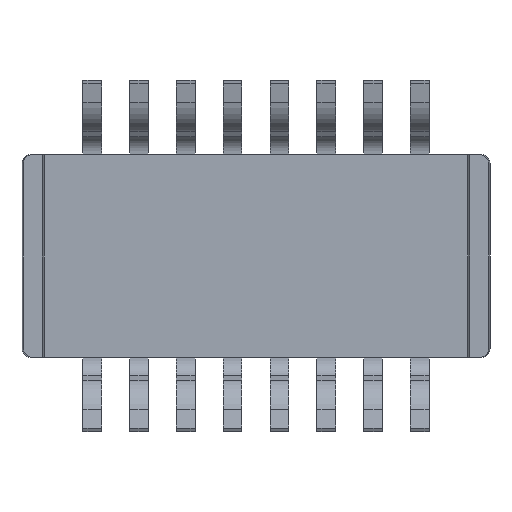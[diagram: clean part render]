
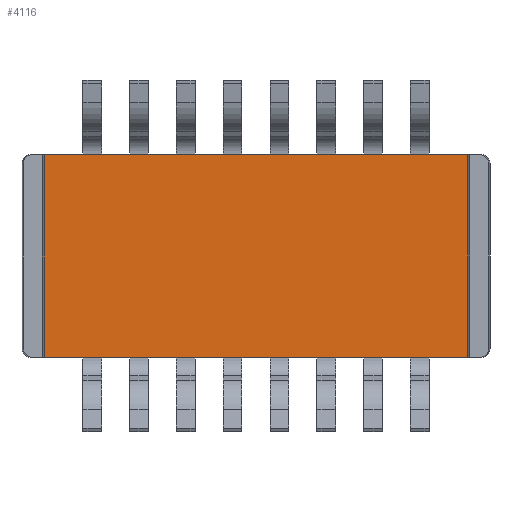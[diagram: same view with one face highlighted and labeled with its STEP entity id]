
A CAD part, front view. The second image highlights one B-rep face of the part: STEP entity #4116.
In plain terms, the highlighted planar face has unit normal (0, -1, 0).
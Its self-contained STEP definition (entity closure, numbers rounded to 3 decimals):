
#713 = EDGE_CURVE ( 'NONE', #7463, #10812, #9140, .T. ) ;
#1327 = VECTOR ( 'NONE', #8174, 1000. ) ;
#1747 = EDGE_CURVE ( 'NONE', #10812, #2185, #5033, .T. ) ;
#1882 = PLANE ( 'NONE',  #6549 ) ;
#2044 = VECTOR ( 'NONE', #3288, 1000. ) ;
#2173 = FACE_OUTER_BOUND ( 'NONE', #2906, .T. ) ;
#2185 = VERTEX_POINT ( 'NONE', #9624 ) ;
#2191 = CARTESIAN_POINT ( 'NONE',  ( -5.75, 0.75, 2.75 ) ) ;
#2374 = VERTEX_POINT ( 'NONE', #6582 ) ;
#2543 = EDGE_CURVE ( 'NONE', #7463, #2374, #4600, .T. ) ;
#2865 = DIRECTION ( 'NONE',  ( 0., 1., 0. ) ) ;
#2906 = EDGE_LOOP ( 'NONE', ( #6850, #8858, #5433, #4355 ) ) ;
#3209 = CARTESIAN_POINT ( 'NONE',  ( -5.75, 0.75, 2.75 ) ) ;
#3288 = DIRECTION ( 'NONE',  ( 0., 0., -1. ) ) ;
#4116 = ADVANCED_FACE ( 'NONE', ( #2173 ), #1882, .F. ) ;
#4355 = ORIENTED_EDGE ( 'NONE', *, *, #2543, .F. ) ;
#4520 = CARTESIAN_POINT ( 'NONE',  ( -5.75, 0.75, 14.347 ) ) ;
#4600 = LINE ( 'NONE', #10966, #2044 ) ;
#5033 = LINE ( 'NONE', #5367, #8114 ) ;
#5276 = CARTESIAN_POINT ( 'NONE',  ( 5.75, 0.75, 2.75 ) ) ;
#5367 = CARTESIAN_POINT ( 'NONE',  ( -5.75, 0.75, 14.347 ) ) ;
#5433 = ORIENTED_EDGE ( 'NONE', *, *, #7137, .T. ) ;
#6549 = AXIS2_PLACEMENT_3D ( 'NONE', #4520, #2865, #8823 ) ;
#6582 = CARTESIAN_POINT ( 'NONE',  ( 5.75, 0.75, -2.75 ) ) ;
#6850 = ORIENTED_EDGE ( 'NONE', *, *, #713, .T. ) ;
#7043 = VECTOR ( 'NONE', #10200, 1000. ) ;
#7137 = EDGE_CURVE ( 'NONE', #2185, #2374, #10383, .T. ) ;
#7463 = VERTEX_POINT ( 'NONE', #5276 ) ;
#8114 = VECTOR ( 'NONE', #9672, 1000. ) ;
#8174 = DIRECTION ( 'NONE',  ( -1., 0., 0. ) ) ;
#8823 = DIRECTION ( 'NONE',  ( 0., 0., 1. ) ) ;
#8858 = ORIENTED_EDGE ( 'NONE', *, *, #1747, .T. ) ;
#9140 = LINE ( 'NONE', #2191, #1327 ) ;
#9624 = CARTESIAN_POINT ( 'NONE',  ( -5.75, 0.75, -2.75 ) ) ;
#9672 = DIRECTION ( 'NONE',  ( 0., 0., -1. ) ) ;
#10200 = DIRECTION ( 'NONE',  ( 1., 0., 0. ) ) ;
#10383 = LINE ( 'NONE', #10989, #7043 ) ;
#10812 = VERTEX_POINT ( 'NONE', #3209 ) ;
#10966 = CARTESIAN_POINT ( 'NONE',  ( 5.75, 0.75, 14.347 ) ) ;
#10989 = CARTESIAN_POINT ( 'NONE',  ( -5.75, 0.75, -2.75 ) ) ;
